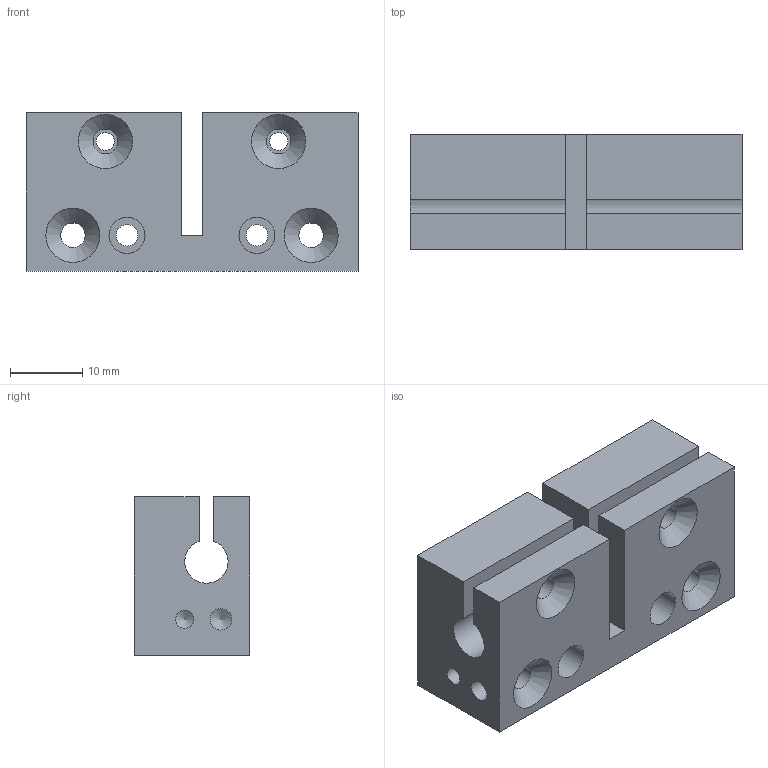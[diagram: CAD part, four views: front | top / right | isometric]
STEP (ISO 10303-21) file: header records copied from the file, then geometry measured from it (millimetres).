
FILE_DESCRIPTION(('STEP AP203'),'1');
FILE_NAME('Hotend double.step','2024-01-04T20:05:41',(' '),(' '),'Spatial InterOp 3D',' ',' ');
FILE_SCHEMA(('CONFIG_CONTROL_DESIGN'));
Length unit declared in the file: millimetre
Products named in the file (1): 1
Bounding box: 46 x 16 x 22 mm (x, y, z)
Volume: 12407.7 mm3; surface area: 6668.3 mm2
Topology: 1 solids, 1 shells, 48 faces, 125 edges, 83 vertices
Faces by surface type: cylinder 20, plane 20, cone 8
Full cylindrical faces by diameter (mm): 2.5 x6, 3 x4, 3.4 x4, 5 x4
Entity records: 1328 total; most frequent: DIRECTION 226, CARTESIAN_POINT 209, ORIENTED_EDGE 172, EDGE_LOOP 94, AXIS2_PLACEMENT_3D 91, EDGE_CURVE 86, VERTEX_POINT 74, FACE_OUTER_BOUND 66
